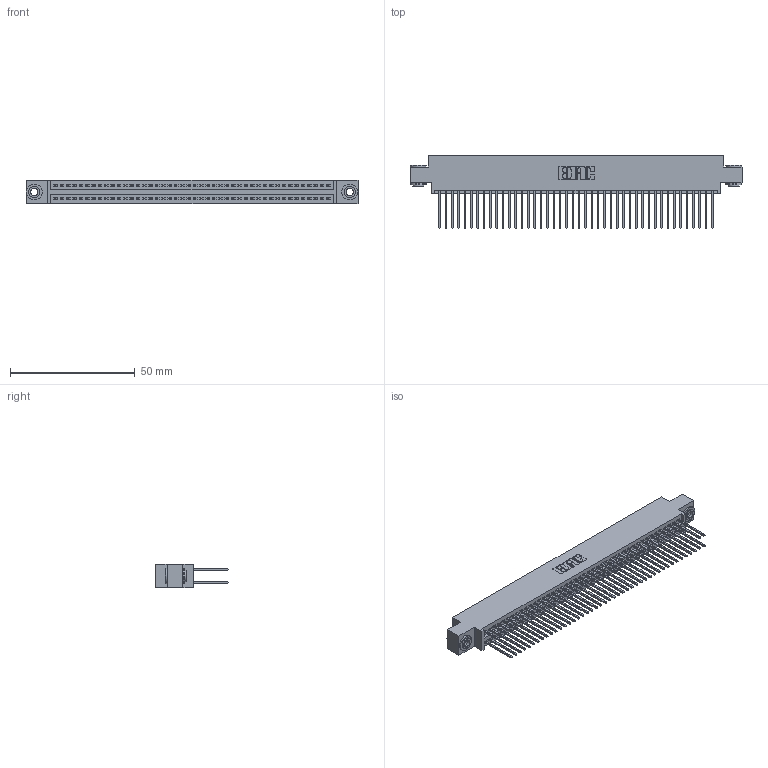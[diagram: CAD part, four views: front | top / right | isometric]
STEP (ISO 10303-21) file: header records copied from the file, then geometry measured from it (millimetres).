
FILE_DESCRIPTION (( 'STEP AP203' ), '1' );
FILE_NAME ('345-088-540-803.STEP', '2018-10-04T11:02:17', ( '' ), ( '' ), 'SwSTEP 2.0', 'SolidWorks 2016', '' );
FILE_SCHEMA (( 'CONFIG_CONTROL_DESIGN' ));
Length unit declared in the file: inch
Products named in the file (4): 345-088-540-803; 345-250-002_345-250-002-102; 345 Part_0.170 Offset - 0.156 Dia-TH; 345-292-001_345-293-140
Assembly tree (91 placements, depth 2):
  345-088-540-803
    345 Part_0.170 Offset - 0.156 Dia-TH
    345-292-001_345-293-140  x88
    345-250-002_345-250-002-102  x2
Bounding box: 132.97 x 29.13 x 9.4 mm (x, y, z)
Volume: 13174.9 mm3; surface area: 21409.6 mm2
Topology: 91 solids, 91 shells, 4568 faces, 13541 edges, 8906 vertices
Faces by surface type: plane 2998, cylinder 1562, cone 8
Entity records: 35054 total; most frequent: CARTESIAN_POINT 5851, ORIENTED_EDGE 5778, DIRECTION 5187, EDGE_CURVE 2889, LINE 2557, VECTOR 2557, VERTEX_POINT 1922, AXIS2_PLACEMENT_3D 1315
